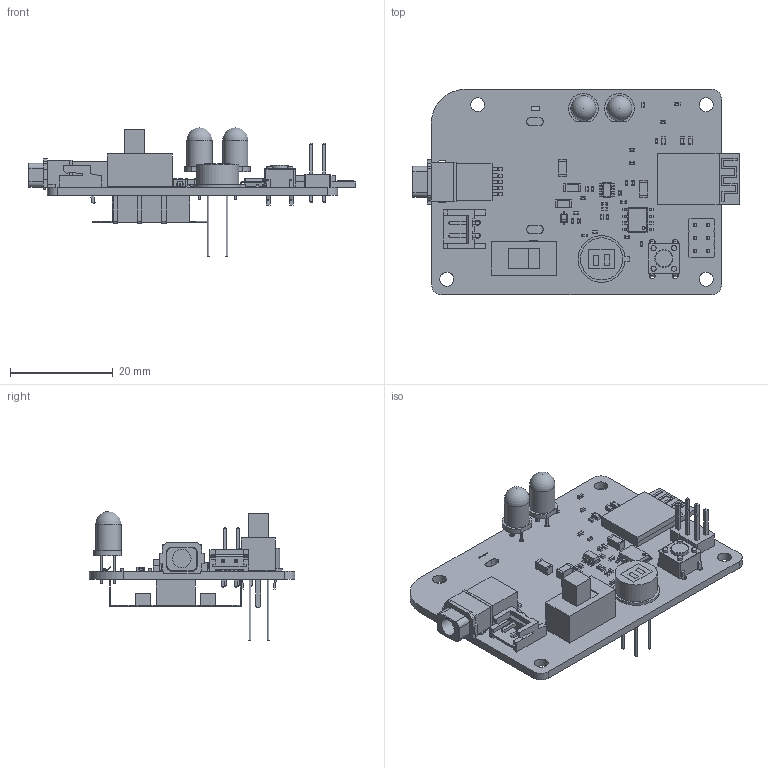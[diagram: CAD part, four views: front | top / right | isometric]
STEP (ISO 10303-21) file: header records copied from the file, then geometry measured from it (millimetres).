
FILE_DESCRIPTION(('FreeCAD Model'),'2;1');
FILE_NAME('sense_rev5_PCB.step', '2019-10-18T13:08:14',('Author'),(''), 'Open CASCADE STEP processor 7.2','FreeCAD','Unknown');
FILE_SCHEMA(('AUTOMOTIVE_DESIGN { 1 0 10303 214 1 1 1 1 }'));
Length unit declared in the file: millimetre
Products named in the file (50): SensePi_rev5_main; Board_Geoms; Pcb; Step_Models; Top; R6_C_0402_1005Metric_5D975BA5; R15_R_0402_1005Metric_5CE5A2E8; BT1_JST_S2B_EH_5D97593B; C2_C_1206_3216Metric_5D97733A; C4_C_0402_1005Metric_5D97A6E0; C5_C_0402_1005Metric_5D9759D6; C6_C_0402_1005Metric_5D97A70D; C7_C_0402_1005Metric_5D9759F2; C8_C_1206_3216Metric_5D975A00; C9_C_1206_3216Metric_5D975A10; C10_C_0402_1005Metric_5D975A20; C11_C_0402_1005Metric_5D975A2E; C12_C_0402_1005Metric_5D97C311; C13_C_0402_1005Metric_5D975A4A; C14_C_0402_1005Metric_5D9794AA; C15_C_1206_3216Metric_5D975A66; C16_C_0402_1005Metric_5D975A76; C19_C_0402_1005Metric_5D975A92; D1_LED_D5.0mm_5D975A93; J1_PJ-611-5A_Audio_Jack_v1_5D975ABC; J2_PinHeader_2x03_P254mm_Vertical_5D975ADD; R1_C_0402_1005Metric_5D97B6E8; R2_LED_D5.0mm_5D975B6A; R3_C_0402_1005Metric_5D975B7B; R4_C_0402_1005Metric_5D975B89; R5_C_0402_1005Metric_5D97C2CA; R7_C_0402_1005Metric_5D975BB3; R8_C_0402_1005Metric_5D975BC1; R9_C_0402_1005Metric_5D975BCF; R10_C_0402_1005Metric_5D97F325; R11_C_0402_1005Metric_5D975BEB; R12_C_0402_1005Metric_5D975BF9; R13_C_0402_1005Metric_5D975C07; U1_nRF-MDBT42Q_v1_5D975C3D; U2_SOT_23_6_5D975C71 ...
Assembly tree (49 placements, depth 4):
  SensePi_rev5_main
    Board_Geoms
      Pcb
    Step_Models
      Top
        R6_C_0402_1005Metric_5D975BA5
        R15_R_0402_1005Metric_5CE5A2E8
        BT1_JST_S2B_EH_5D97593B
        C2_C_1206_3216Metric_5D97733A
        C4_C_0402_1005Metric_5D97A6E0
        C5_C_0402_1005Metric_5D9759D6
        C6_C_0402_1005Metric_5D97A70D
        C7_C_0402_1005Metric_5D9759F2
        C8_C_1206_3216Metric_5D975A00
        C9_C_1206_3216Metric_5D975A10
        C10_C_0402_1005Metric_5D975A20
        C11_C_0402_1005Metric_5D975A2E
        C12_C_0402_1005Metric_5D97C311
        C13_C_0402_1005Metric_5D975A4A
        C14_C_0402_1005Metric_5D9794AA
        C15_C_1206_3216Metric_5D975A66
        C16_C_0402_1005Metric_5D975A76
        C19_C_0402_1005Metric_5D975A92
        D1_LED_D5.0mm_5D975A93
        J1_PJ-611-5A_Audio_Jack_v1_5D975ABC
        J2_PinHeader_2x03_P254mm_Vertical_5D975ADD
        R1_C_0402_1005Metric_5D97B6E8
        R2_LED_D5.0mm_5D975B6A
        R3_C_0402_1005Metric_5D975B7B
        R4_C_0402_1005Metric_5D975B89
        R5_C_0402_1005Metric_5D97C2CA
        R7_C_0402_1005Metric_5D975BB3
        R8_C_0402_1005Metric_5D975BC1
        R9_C_0402_1005Metric_5D975BCF
        R10_C_0402_1005Metric_5D97F325
        R11_C_0402_1005Metric_5D975BEB
        R12_C_0402_1005Metric_5D975BF9
        R13_C_0402_1005Metric_5D975C07
        U1_nRF-MDBT42Q_v1_5D975C3D
        U2_SOT_23_6_5D975C71
        U4_PIR_sensor_v1_5D975C9D
        U5_SOIC_8_39x49mm_P127mm_5D975CC0
        SW2_Slider_SW_v1_5D975D9E
        C1_C_0603_1608Metric_5D97B38F
        C3_C_0603_1608Metric_5D976FFB
        L1_C_0603_1608Metric_5D97700B
        SW1_SW_PUSH_6mm_5D9769C0
        D2_D_SOD_323_5D97D3C6
      Bot
        BT2_BatteryHolder_Keystone_3009_1x2450_5D97C78E
Bounding box: 63.7 x 40 x 25.1 mm (x, y, z)
Volume: 6099.1 mm3; surface area: 9649 mm2
Topology: 46 solids, 46 shells, 1980 faces, 5095 edges, 3311 vertices
Faces by surface type: plane 1301, cylinder 582, bspline 88, torus 7, sphere 2
Full cylindrical faces by diameter (mm): 0.45 x3, 0.6 x1, 0.7 x3, 0.9 x4, 1 x12, 1.1 x6, 1.15 x2, 1.7 x3, 2.7 x4, 3.5 x1, 3.6 x1, 4.9 x2, 8.2 x1
Entity records: 73565 total; most frequent: CARTESIAN_POINT 10794, ORIENTED_EDGE 10186, DIRECTION 10059, EDGE_CURVE 5093, LINE 3819, VECTOR 3819, VERTEX_POINT 3311, AXIS2_PLACEMENT_3D 3120
